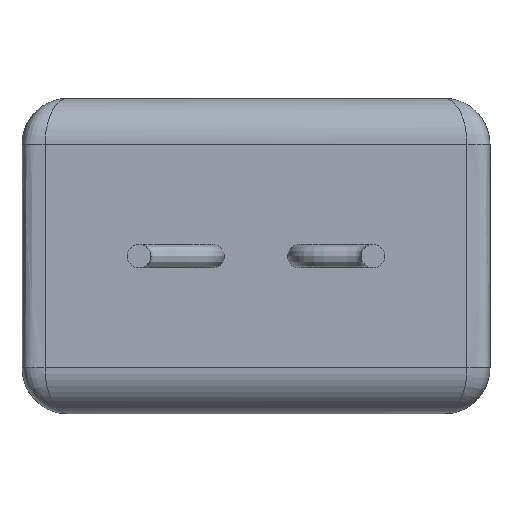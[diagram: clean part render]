
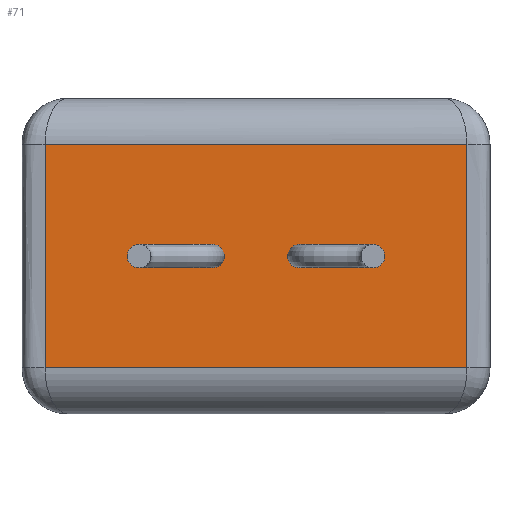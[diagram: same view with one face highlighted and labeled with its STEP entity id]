
A CAD part, front view. The second image highlights one B-rep face of the part: STEP entity #71.
In plain terms, the highlighted planar face has unit normal (0, -1, 0).
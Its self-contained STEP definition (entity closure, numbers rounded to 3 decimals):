
#20 = DIRECTION ( 'NONE',  ( 0., 0., -1. ) ) ;
#38 = CIRCLE ( 'NONE', #3272, 0.255 ) ;
#60 = EDGE_CURVE ( 'NONE', #6415, #4837, #3141, .T. ) ;
#71 = ADVANCED_FACE ( 'NONE', ( #6477, #5433, #4067 ), #5938, .F. ) ;
#236 = CARTESIAN_POINT ( 'NONE',  ( 9.66, 0., 1. ) ) ;
#343 = CARTESIAN_POINT ( 'NONE',  ( 0.5, 0., 5.85 ) ) ;
#390 = CARTESIAN_POINT ( 'NONE',  ( 0.5, 0., 1. ) ) ;
#469 = ORIENTED_EDGE ( 'NONE', *, *, #6014, .F. ) ;
#506 = LINE ( 'NONE', #1241, #3660 ) ;
#507 = CIRCLE ( 'NONE', #2749, 0.255 ) ;
#582 = DIRECTION ( 'NONE',  ( 0., -1., 0. ) ) ;
#598 = CARTESIAN_POINT ( 'NONE',  ( 0.5, 0., 1. ) ) ;
#606 = EDGE_CURVE ( 'NONE', #4837, #1975, #506, .T. ) ;
#627 = CARTESIAN_POINT ( 'NONE',  ( 6.02, 0., 3.425 ) ) ;
#892 = LINE ( 'NONE', #5671, #3331 ) ;
#1080 = DIRECTION ( 'NONE',  ( 0., 0., 1. ) ) ;
#1095 = VERTEX_POINT ( 'NONE', #3880 ) ;
#1217 = EDGE_CURVE ( 'NONE', #3308, #2821, #38, .T. ) ;
#1241 = CARTESIAN_POINT ( 'NONE',  ( 0., 0., 5.85 ) ) ;
#1450 = EDGE_LOOP ( 'NONE', ( #5443, #3165, #3710, #5337 ) ) ;
#1628 = CARTESIAN_POINT ( 'NONE',  ( 4.14, 0., 3.425 ) ) ;
#1632 = EDGE_LOOP ( 'NONE', ( #1779, #469 ) ) ;
#1742 = CARTESIAN_POINT ( 'NONE',  ( 0., 0., 6.85 ) ) ;
#1779 = ORIENTED_EDGE ( 'NONE', *, *, #5440, .F. ) ;
#1975 = VERTEX_POINT ( 'NONE', #2488 ) ;
#2008 = B_SPLINE_CURVE_WITH_KNOTS ( 'NONE', 3,
 ( #343, #5550, #4503, #390 ),
 .UNSPECIFIED., .F., .F.,
 ( 4, 4 ),
 ( 0.146, 0.854 ),
 .UNSPECIFIED. ) ;
#2488 = CARTESIAN_POINT ( 'NONE',  ( 0.5, 0., 5.85 ) ) ;
#2500 = CARTESIAN_POINT ( 'NONE',  ( 6.02, 0., 3.425 ) ) ;
#2588 = EDGE_CURVE ( 'NONE', #1975, #6340, #2008, .T. ) ;
#2683 = ORIENTED_EDGE ( 'NONE', *, *, #5415, .T. ) ;
#2749 = AXIS2_PLACEMENT_3D ( 'NONE', #1628, #582, #1080 ) ;
#2775 = CARTESIAN_POINT ( 'NONE',  ( 9.66, 0., 1. ) ) ;
#2821 = VERTEX_POINT ( 'NONE', #5149 ) ;
#2872 = AXIS2_PLACEMENT_3D ( 'NONE', #6601, #3522, #4156 ) ;
#3141 = B_SPLINE_CURVE_WITH_KNOTS ( 'NONE', 3,
 ( #236, #4889, #5391, #5420 ),
 .UNSPECIFIED., .F., .F.,
 ( 4, 4 ),
 ( 0.146, 0.854 ),
 .UNSPECIFIED. ) ;
#3165 = ORIENTED_EDGE ( 'NONE', *, *, #6282, .T. ) ;
#3272 = AXIS2_PLACEMENT_3D ( 'NONE', #2500, #6018, #6595 ) ;
#3298 = EDGE_LOOP ( 'NONE', ( #6425, #2683 ) ) ;
#3308 = VERTEX_POINT ( 'NONE', #5459 ) ;
#3313 = DIRECTION ( 'NONE',  ( 0., 1., 0. ) ) ;
#3331 = VECTOR ( 'NONE', #6166, 1000. ) ;
#3347 = CIRCLE ( 'NONE', #3473, 0.255 ) ;
#3440 = CARTESIAN_POINT ( 'NONE',  ( 9.66, 0., 5.85 ) ) ;
#3473 = AXIS2_PLACEMENT_3D ( 'NONE', #627, #3681, #20 ) ;
#3522 = DIRECTION ( 'NONE',  ( 0., -1., 0. ) ) ;
#3660 = VECTOR ( 'NONE', #3741, 1000. ) ;
#3681 = DIRECTION ( 'NONE',  ( 0., 1., 0. ) ) ;
#3710 = ORIENTED_EDGE ( 'NONE', *, *, #60, .T. ) ;
#3741 = DIRECTION ( 'NONE',  ( -1., 0., 0. ) ) ;
#3845 = CARTESIAN_POINT ( 'NONE',  ( 4.14, 0., 3.17 ) ) ;
#3880 = CARTESIAN_POINT ( 'NONE',  ( 4.14, 0., 3.68 ) ) ;
#3893 = DIRECTION ( 'NONE',  ( 0., 0., 1. ) ) ;
#3899 = CIRCLE ( 'NONE', #2872, 0.255 ) ;
#4067 = FACE_BOUND ( 'NONE', #1632, .T. ) ;
#4156 = DIRECTION ( 'NONE',  ( 0., 0., 1. ) ) ;
#4503 = CARTESIAN_POINT ( 'NONE',  ( 0.5, 0., 2.617 ) ) ;
#4837 = VERTEX_POINT ( 'NONE', #3440 ) ;
#4889 = CARTESIAN_POINT ( 'NONE',  ( 9.66, 0., 2.617 ) ) ;
#5149 = CARTESIAN_POINT ( 'NONE',  ( 6.02, 0., 3.17 ) ) ;
#5337 = ORIENTED_EDGE ( 'NONE', *, *, #606, .T. ) ;
#5391 = CARTESIAN_POINT ( 'NONE',  ( 9.66, 0., 4.233 ) ) ;
#5415 = EDGE_CURVE ( 'NONE', #2821, #3308, #3347, .T. ) ;
#5420 = CARTESIAN_POINT ( 'NONE',  ( 9.66, 0., 5.85 ) ) ;
#5433 = FACE_OUTER_BOUND ( 'NONE', #1450, .T. ) ;
#5440 = EDGE_CURVE ( 'NONE', #1095, #5691, #507, .T. ) ;
#5443 = ORIENTED_EDGE ( 'NONE', *, *, #2588, .T. ) ;
#5459 = CARTESIAN_POINT ( 'NONE',  ( 6.02, 0., 3.68 ) ) ;
#5550 = CARTESIAN_POINT ( 'NONE',  ( 0.5, 0., 4.233 ) ) ;
#5671 = CARTESIAN_POINT ( 'NONE',  ( 9.66, 0., 1. ) ) ;
#5691 = VERTEX_POINT ( 'NONE', #3845 ) ;
#5938 = PLANE ( 'NONE',  #6536 ) ;
#6014 = EDGE_CURVE ( 'NONE', #5691, #1095, #3899, .T. ) ;
#6018 = DIRECTION ( 'NONE',  ( 0., 1., 0. ) ) ;
#6166 = DIRECTION ( 'NONE',  ( 1., 0., 0. ) ) ;
#6282 = EDGE_CURVE ( 'NONE', #6340, #6415, #892, .T. ) ;
#6340 = VERTEX_POINT ( 'NONE', #598 ) ;
#6415 = VERTEX_POINT ( 'NONE', #2775 ) ;
#6425 = ORIENTED_EDGE ( 'NONE', *, *, #1217, .T. ) ;
#6477 = FACE_BOUND ( 'NONE', #3298, .T. ) ;
#6536 = AXIS2_PLACEMENT_3D ( 'NONE', #1742, #3313, #3893 ) ;
#6595 = DIRECTION ( 'NONE',  ( 0., 0., -1. ) ) ;
#6601 = CARTESIAN_POINT ( 'NONE',  ( 4.14, 0., 3.425 ) ) ;
